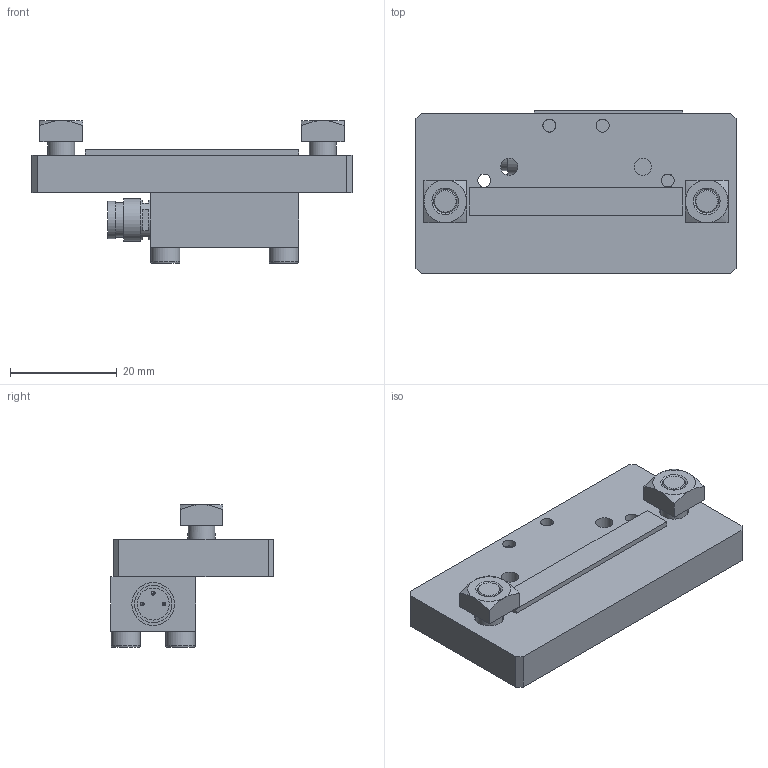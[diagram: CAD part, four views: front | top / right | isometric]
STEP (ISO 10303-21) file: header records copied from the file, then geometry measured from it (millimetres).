
FILE_DESCRIPTION(/* description */ (''),/* implementation_level */ '2;1');
FILE_NAME(/* name */ 'CAD_43233.stp',/* time_stamp */ '2016-05-07T07:31:26+02:00',/* author */ ('Hypex'),/* organization */ ('Hypex'),/* preprocessor_version */ 'ST-DEVELOPER v16.1',/* originating_system */ 'Autodesk Inventor 2016',/* authorisation */ '');
FILE_SCHEMA (('AUTOMOTIVE_DESIGN { 1 0 10303 214 3 1 1 }'));
Length unit declared in the file: millimetre
Products named in the file (1): CAD_43233
Bounding box: 60 x 30.55 x 26.8 mm (x, y, z)
Volume: 17702.3 mm3; surface area: 8052.4 mm2
Topology: 1 solids, 2 shells, 154 faces, 348 edges, 227 vertices
Faces by surface type: plane 96, cylinder 30, cone 18, torus 7, bspline 3
Full cylindrical faces by diameter (mm): 0.7 x3, 2.459 x4, 3 x1, 3.242 x2, 5 x2, 5.5 x4, 6 x1, 6.5 x1, 7 x2, 7.5 x1, 8 x1, 8.5 x2, 10 x2
Entity records: 4146 total; most frequent: CARTESIAN_POINT 828, DIRECTION 638, ORIENTED_EDGE 566, EDGE_CURVE 283, AXIS2_PLACEMENT_3D 250, EDGE_LOOP 233, VERTEX_POINT 206, STYLED_ITEM 155
